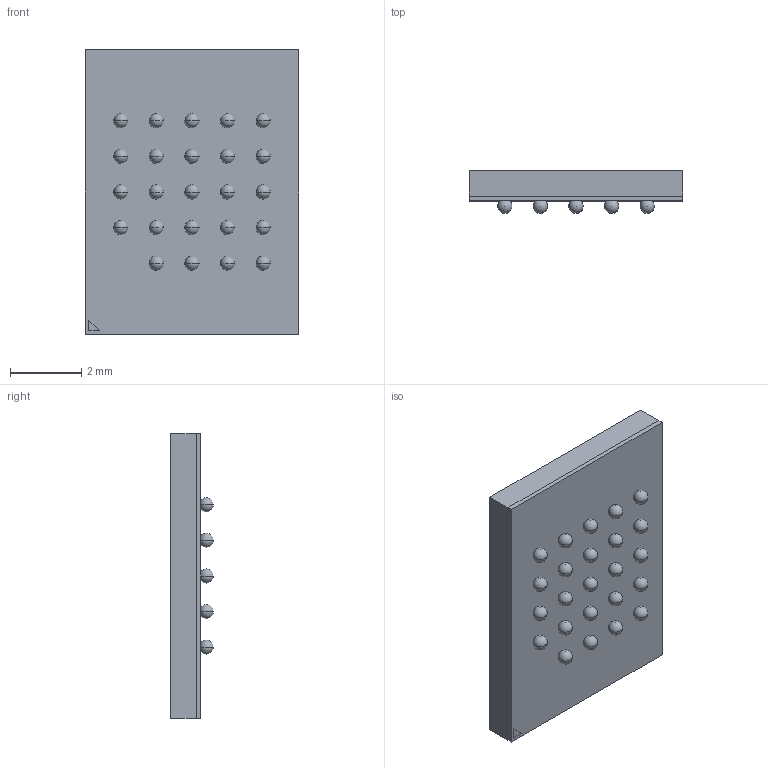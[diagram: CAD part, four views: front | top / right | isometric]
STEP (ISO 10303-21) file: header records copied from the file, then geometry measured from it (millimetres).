
FILE_DESCRIPTION (( 'STEP AP214' ), '1' );
FILE_NAME ('MX25LM51245GXDI00.STEP', '2022-10-09T17:55:49', ( '' ), ( '' ), 'SwSTEP 2.0', 'SolidWorks 2017', '' );
FILE_SCHEMA (( 'AUTOMOTIVE_DESIGN' ));
Length unit declared in the file: millimetre
Products named in the file (3): ball^MX25LM51245GXDI00; Body^MX25LM51245GXDI00; MX25LM51245GXDI00
Assembly tree (25 placements, depth 2):
  MX25LM51245GXDI00
    Body^MX25LM51245GXDI00
    ball^MX25LM51245GXDI00  x24
Bounding box: 6 x 1.2 x 8 mm (x, y, z)
Volume: 41.6 mm3; surface area: 228.7 mm2
Topology: 28 solids, 28 shells, 100 faces, 270 edges, 180 vertices
Faces by surface type: plane 48, sphere 48, cylinder 4
Entity records: 1093 total; most frequent: DIRECTION 188, CARTESIAN_POINT 156, ORIENTED_EDGE 116, AXIS2_PLACEMENT_3D 71, EDGE_CURVE 58, LINE 46, VECTOR 46, VERTEX_POINT 39
